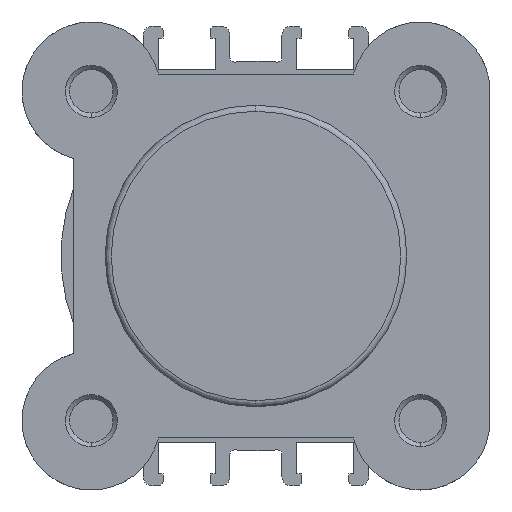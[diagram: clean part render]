
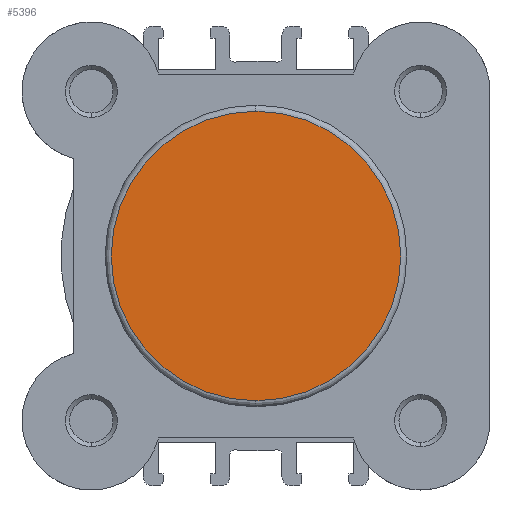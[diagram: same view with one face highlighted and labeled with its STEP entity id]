
A CAD part, left-side view. The second image highlights one B-rep face of the part: STEP entity #5396.
In plain terms, the highlighted planar face has unit normal (-1, 0, 0).
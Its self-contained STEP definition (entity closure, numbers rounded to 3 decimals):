
#202 = EDGE_LOOP ( 'NONE', ( #2989, #2988 ) ) ;
#847 = CARTESIAN_POINT ( 'NONE',  ( 0., 0., 0. ) ) ;
#848 = DIRECTION ( 'NONE',  ( -1., 0., 0. ) ) ;
#849 = DIRECTION ( 'NONE',  ( 0., 0., 1. ) ) ;
#1000 = CARTESIAN_POINT ( 'NONE',  ( 0., 0., 0. ) ) ;
#1008 = DIRECTION ( 'NONE',  ( -1., 0., 0. ) ) ;
#1009 = DIRECTION ( 'NONE',  ( 0., 0., 1. ) ) ;
#1676 = CIRCLE ( 'NONE', #2480, 16.7 ) ;
#1767 = CIRCLE ( 'NONE', #2513, 16.7 ) ;
#2404 = FACE_OUTER_BOUND ( 'NONE', #202, .T. ) ;
#2480 = AXIS2_PLACEMENT_3D ( 'NONE', #847, #848, #849 ) ;
#2513 = AXIS2_PLACEMENT_3D ( 'NONE', #1000, #1008, #1009 ) ;
#2839 = AXIS2_PLACEMENT_3D ( 'NONE', #6899, #6909, #6910 ) ;
#2988 = ORIENTED_EDGE ( 'NONE', *, *, #4955, .T. ) ;
#2989 = ORIENTED_EDGE ( 'NONE', *, *, #4892, .T. ) ;
#4892 = EDGE_CURVE ( 'NONE', #6006, #5781, #1676, .T. ) ;
#4955 = EDGE_CURVE ( 'NONE', #5781, #6006, #1767, .T. ) ;
#5396 = ADVANCED_FACE ( 'NONE', ( #2404 ), #6896, .T. ) ;
#5781 = VERTEX_POINT ( 'NONE', #7089 ) ;
#6006 = VERTEX_POINT ( 'NONE', #7261 ) ;
#6896 = PLANE ( 'NONE',  #2839 ) ;
#6899 = CARTESIAN_POINT ( 'NONE',  ( 0., -17.4, 0. ) ) ;
#6909 = DIRECTION ( 'NONE',  ( -1., 0., 0. ) ) ;
#6910 = DIRECTION ( 'NONE',  ( 0., 0., 1. ) ) ;
#7089 = CARTESIAN_POINT ( 'NONE',  ( 0., 0., -16.7 ) ) ;
#7261 = CARTESIAN_POINT ( 'NONE',  ( 0., 0., 16.7 ) ) ;
